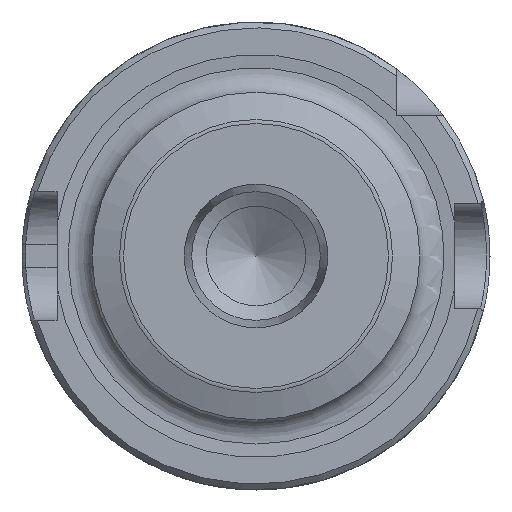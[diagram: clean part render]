
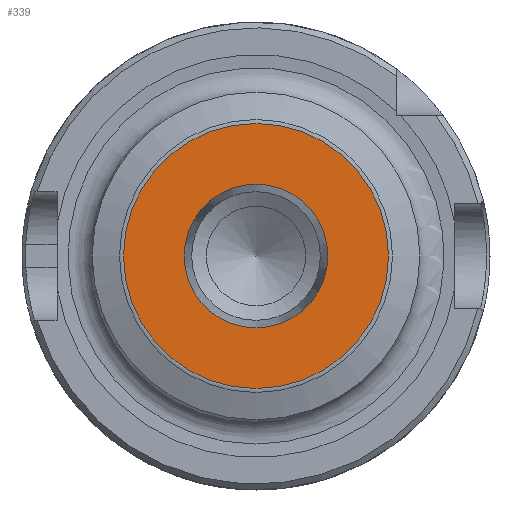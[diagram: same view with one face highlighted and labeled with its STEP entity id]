
A CAD part, left-side view. The second image highlights one B-rep face of the part: STEP entity #339.
In plain terms, the highlighted planar face has unit normal (-1, 0, 0).
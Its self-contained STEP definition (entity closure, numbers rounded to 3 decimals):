
#92=FACE_BOUND('',#564,.T.);
#93=FACE_BOUND('',#565,.T.);
#339=ADVANCED_FACE('',(#92,#93),#384,.T.);
#384=PLANE('',#1791);
#564=EDGE_LOOP('',(#1085));
#565=EDGE_LOOP('',(#1086));
#651=CIRCLE('',#1784,6.141);
#654=CIRCLE('',#1790,11.324);
#1085=ORIENTED_EDGE('',*,*,#1476,.F.);
#1086=ORIENTED_EDGE('',*,*,#1479,.F.);
#1253=VERTEX_POINT('',#3356);
#1256=VERTEX_POINT('',#3365);
#1476=EDGE_CURVE('',#1253,#1253,#651,.T.);
#1479=EDGE_CURVE('',#1256,#1256,#654,.T.);
#1784=AXIS2_PLACEMENT_3D('',#3355,#2178,#2179);
#1790=AXIS2_PLACEMENT_3D('',#3364,#2190,#2191);
#1791=AXIS2_PLACEMENT_3D('',#3366,#2192,#2193);
#2178=DIRECTION('',(-1.,0.,0.));
#2179=DIRECTION('',(0.,1.,0.));
#2190=DIRECTION('',(1.,0.,0.));
#2191=DIRECTION('',(0.,-1.,0.));
#2192=DIRECTION('',(-1.,0.,0.));
#2193=DIRECTION('',(0.,1.,0.));
#3355=CARTESIAN_POINT('',(-10.,0.,0.));
#3356=CARTESIAN_POINT('',(-10.,6.141,0.));
#3364=CARTESIAN_POINT('',(-10.,0.,0.));
#3365=CARTESIAN_POINT('',(-10.,-11.324,0.));
#3366=CARTESIAN_POINT('',(-10.,11.324,0.));
